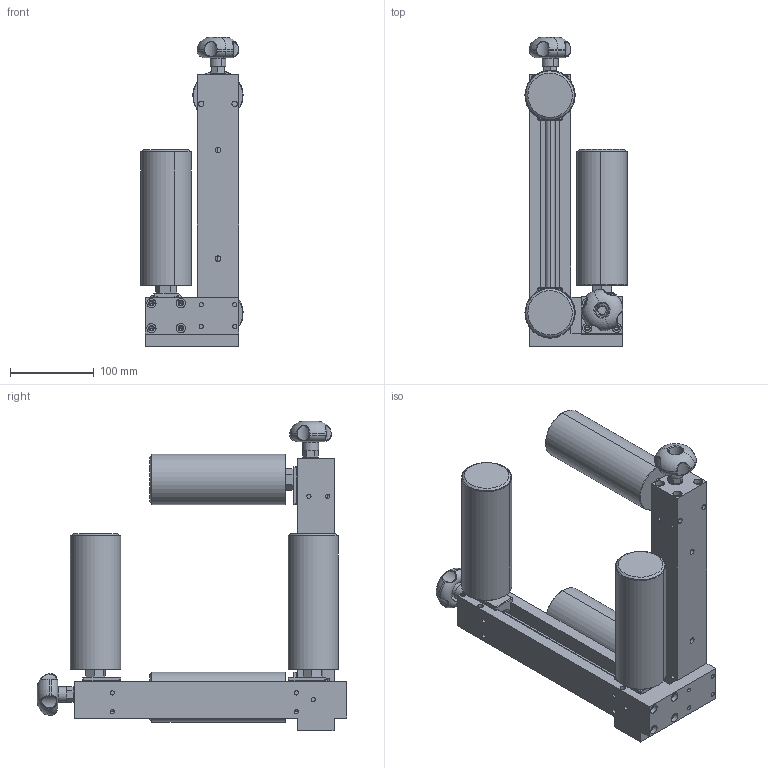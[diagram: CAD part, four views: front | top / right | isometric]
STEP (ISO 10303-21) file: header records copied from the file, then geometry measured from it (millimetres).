
FILE_DESCRIPTION (( 'STEP AP214' ), '1' );
FILE_NAME ('250423 STEP 3-400263-00_17218A.STEP', '2025-04-23T06:12:04', ( '' ), ( '' ), 'SwSTEP 2.0', 'SolidWorks 2024', '' );
FILE_SCHEMA (( 'AUTOMOTIVE_DESIGN' ));
Length unit declared in the file: millimetre
Products named in the file (1): 250423 STEP 3-400263-00_17218A
Bounding box: 121.95 x 369.39 x 369.39 mm (x, y, z)
Volume: 3125244.7 mm3; surface area: 402954.2 mm2
Topology: 1 solids, 1 shells, 1038 faces, 2620 edges, 1650 vertices
Faces by surface type: plane 415, cylinder 300, bspline 166, cone 137, torus 20
Entity records: 42170 total; most frequent: CARTESIAN_POINT 18201, ORIENTED_EDGE 5144, DIRECTION 4545, EDGE_CURVE 2572, VERTEX_POINT 1650, AXIS2_PLACEMENT_3D 1574, VECTOR 1397, LINE 1397
